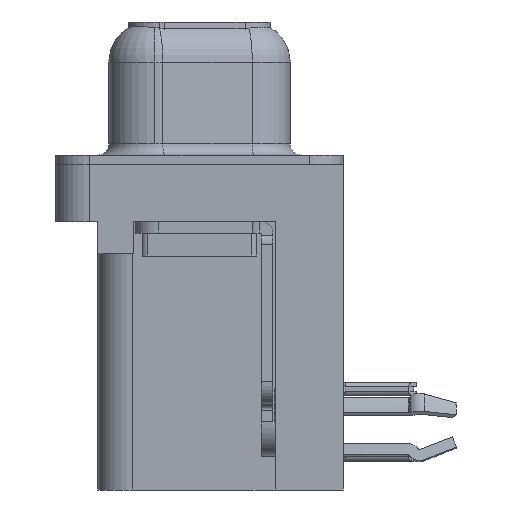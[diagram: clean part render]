
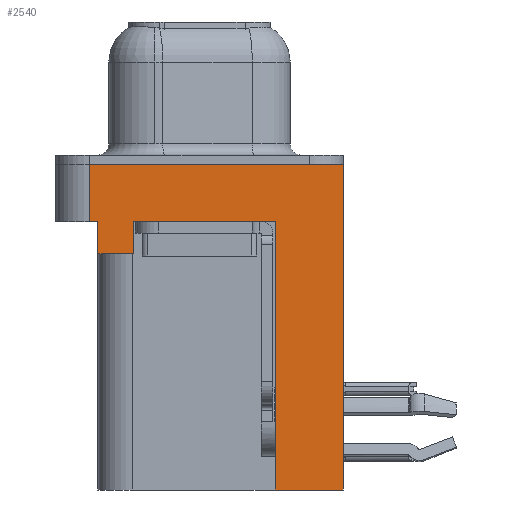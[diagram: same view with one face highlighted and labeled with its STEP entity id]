
A CAD part, left-side view. The second image highlights one B-rep face of the part: STEP entity #2540.
In plain terms, the highlighted planar face has unit normal (-1, 0, 0).
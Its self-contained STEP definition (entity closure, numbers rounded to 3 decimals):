
#817 = CARTESIAN_POINT ( 'NONE',  ( -2.91, -3.295, -14.2 ) ) ;
#1258 = VERTEX_POINT ( 'NONE', #23355 ) ;
#1435 = CARTESIAN_POINT ( 'NONE',  ( -2.91, 4.425, -3.9 ) ) ;
#1582 = PLANE ( 'NONE',  #3864 ) ;
#1606 = CARTESIAN_POINT ( 'NONE',  ( -2.91, 2.895, -2.5 ) ) ;
#2346 = EDGE_CURVE ( 'NONE', #21706, #12352, #24148, .T. ) ;
#2540 = ADVANCED_FACE ( 'NONE', ( #21284 ), #1582, .T. ) ;
#2963 = CARTESIAN_POINT ( 'NONE',  ( -2.91, 4.425, -3.9 ) ) ;
#3107 = LINE ( 'NONE', #2963, #22447 ) ;
#3495 = VECTOR ( 'NONE', #12615, 1000. ) ;
#3864 = AXIS2_PLACEMENT_3D ( 'NONE', #5853, #13770, #11826 ) ;
#3901 = CARTESIAN_POINT ( 'NONE',  ( -2.91, -6.275, -2.5 ) ) ;
#4199 = CARTESIAN_POINT ( 'NONE',  ( -2.91, 2.895, -3.9 ) ) ;
#4404 = LINE ( 'NONE', #3901, #12568 ) ;
#4424 = ORIENTED_EDGE ( 'NONE', *, *, #23063, .F. ) ;
#4717 = DIRECTION ( 'NONE',  ( 0., -1., 0. ) ) ;
#4960 = CARTESIAN_POINT ( 'NONE',  ( -2.91, -3.295, -14.2 ) ) ;
#5110 = ORIENTED_EDGE ( 'NONE', *, *, #14586, .T. ) ;
#5853 = CARTESIAN_POINT ( 'NONE',  ( -2.91, -6.275, -2.5 ) ) ;
#6218 = CARTESIAN_POINT ( 'NONE',  ( -2.91, 4.425, -3.9 ) ) ;
#6623 = DIRECTION ( 'NONE',  ( 0., 0., 1. ) ) ;
#6769 = LINE ( 'NONE', #4960, #7547 ) ;
#7547 = VECTOR ( 'NONE', #10649, 1000. ) ;
#7684 = ORIENTED_EDGE ( 'NONE', *, *, #2346, .T. ) ;
#8276 = ORIENTED_EDGE ( 'NONE', *, *, #11337, .T. ) ;
#8311 = VECTOR ( 'NONE', #6623, 1000. ) ;
#8353 = CARTESIAN_POINT ( 'NONE',  ( -2.91, 4.425, -2.5 ) ) ;
#8490 = LINE ( 'NONE', #20647, #25649 ) ;
#10039 = VERTEX_POINT ( 'NONE', #14037 ) ;
#10391 = VECTOR ( 'NONE', #22468, 1000. ) ;
#10548 = LINE ( 'NONE', #12755, #10391 ) ;
#10649 = DIRECTION ( 'NONE',  ( 0., 1., 0. ) ) ;
#11012 = DIRECTION ( 'NONE',  ( 0., 0., 1. ) ) ;
#11198 = CARTESIAN_POINT ( 'NONE',  ( -2.91, -6.275, -2.5 ) ) ;
#11236 = ORIENTED_EDGE ( 'NONE', *, *, #13737, .F. ) ;
#11337 = EDGE_CURVE ( 'NONE', #13524, #21421, #25319, .T. ) ;
#11691 = EDGE_LOOP ( 'NONE', ( #23991, #4424, #8276, #19182, #15501, #7684, #14804, #19961, #11236, #5110 ) ) ;
#11826 = DIRECTION ( 'NONE',  ( 0., 0., 1. ) ) ;
#12106 = VECTOR ( 'NONE', #19094, 1000. ) ;
#12352 = VERTEX_POINT ( 'NONE', #1606 ) ;
#12568 = VECTOR ( 'NONE', #15809, 1000. ) ;
#12615 = DIRECTION ( 'NONE',  ( 0., 0., 1. ) ) ;
#12755 = CARTESIAN_POINT ( 'NONE',  ( -2.91, -6.275, 0. ) ) ;
#13111 = EDGE_CURVE ( 'NONE', #14553, #21421, #3107, .T. ) ;
#13524 = VERTEX_POINT ( 'NONE', #23765 ) ;
#13737 = EDGE_CURVE ( 'NONE', #18258, #24310, #6769, .T. ) ;
#13770 = DIRECTION ( 'NONE',  ( -1., 0., 0. ) ) ;
#14037 = CARTESIAN_POINT ( 'NONE',  ( -2.91, 4.775, 0. ) ) ;
#14113 = CARTESIAN_POINT ( 'NONE',  ( -2.91, 2.895, -3.9 ) ) ;
#14252 = VERTEX_POINT ( 'NONE', #16085 ) ;
#14285 = CARTESIAN_POINT ( 'NONE',  ( -2.91, 4.775, -2.5 ) ) ;
#14553 = VERTEX_POINT ( 'NONE', #1435 ) ;
#14586 = EDGE_CURVE ( 'NONE', #18258, #1258, #4404, .T. ) ;
#14804 = ORIENTED_EDGE ( 'NONE', *, *, #21488, .T. ) ;
#15501 = ORIENTED_EDGE ( 'NONE', *, *, #15567, .F. ) ;
#15567 = EDGE_CURVE ( 'NONE', #21706, #14553, #23966, .T. ) ;
#15809 = DIRECTION ( 'NONE',  ( 0., 0., 1. ) ) ;
#16085 = CARTESIAN_POINT ( 'NONE',  ( -2.91, -3.295, -2.5 ) ) ;
#16574 = CARTESIAN_POINT ( 'NONE',  ( -2.91, -3.295, -14.2 ) ) ;
#18258 = VERTEX_POINT ( 'NONE', #18871 ) ;
#18647 = LINE ( 'NONE', #16574, #23548 ) ;
#18782 = DIRECTION ( 'NONE',  ( 0., 0., 1. ) ) ;
#18871 = CARTESIAN_POINT ( 'NONE',  ( -2.91, -6.275, -14.2 ) ) ;
#19094 = DIRECTION ( 'NONE',  ( 0., -1., 0. ) ) ;
#19182 = ORIENTED_EDGE ( 'NONE', *, *, #13111, .F. ) ;
#19716 = DIRECTION ( 'NONE',  ( 0., 1., 0. ) ) ;
#19961 = ORIENTED_EDGE ( 'NONE', *, *, #20554, .F. ) ;
#20465 = VECTOR ( 'NONE', #19716, 1000. ) ;
#20554 = EDGE_CURVE ( 'NONE', #24310, #14252, #18647, .T. ) ;
#20647 = CARTESIAN_POINT ( 'NONE',  ( -2.91, -6.275, -2.5 ) ) ;
#21284 = FACE_OUTER_BOUND ( 'NONE', #11691, .T. ) ;
#21421 = VERTEX_POINT ( 'NONE', #8353 ) ;
#21488 = EDGE_CURVE ( 'NONE', #12352, #14252, #8490, .T. ) ;
#21706 = VERTEX_POINT ( 'NONE', #14113 ) ;
#22447 = VECTOR ( 'NONE', #18782, 1000. ) ;
#22468 = DIRECTION ( 'NONE',  ( 0., -1., 0. ) ) ;
#23063 = EDGE_CURVE ( 'NONE', #13524, #10039, #24378, .T. ) ;
#23355 = CARTESIAN_POINT ( 'NONE',  ( -2.91, -6.275, 0. ) ) ;
#23548 = VECTOR ( 'NONE', #11012, 1000. ) ;
#23754 = EDGE_CURVE ( 'NONE', #10039, #1258, #10548, .T. ) ;
#23765 = CARTESIAN_POINT ( 'NONE',  ( -2.91, 4.775, -2.5 ) ) ;
#23966 = LINE ( 'NONE', #6218, #20465 ) ;
#23991 = ORIENTED_EDGE ( 'NONE', *, *, #23754, .F. ) ;
#24148 = LINE ( 'NONE', #4199, #3495 ) ;
#24310 = VERTEX_POINT ( 'NONE', #817 ) ;
#24378 = LINE ( 'NONE', #14285, #8311 ) ;
#25319 = LINE ( 'NONE', #11198, #12106 ) ;
#25649 = VECTOR ( 'NONE', #4717, 1000. ) ;
